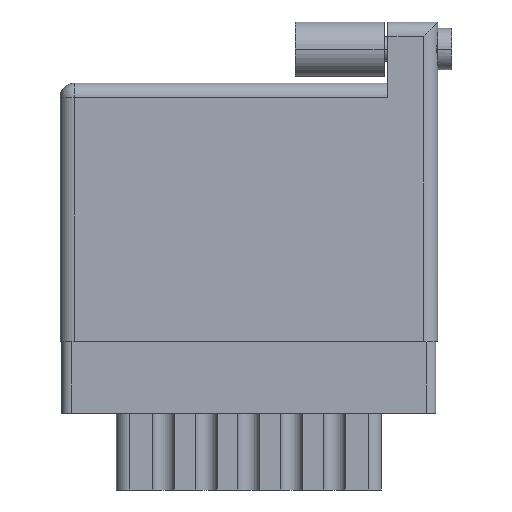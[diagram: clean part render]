
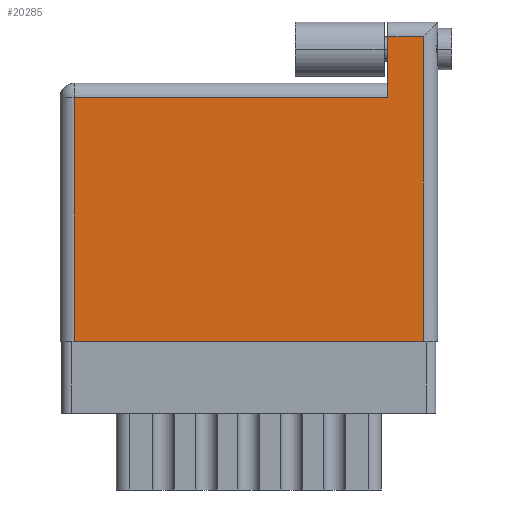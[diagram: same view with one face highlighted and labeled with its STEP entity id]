
A CAD part, front view. The second image highlights one B-rep face of the part: STEP entity #20285.
In plain terms, the highlighted face is planar.
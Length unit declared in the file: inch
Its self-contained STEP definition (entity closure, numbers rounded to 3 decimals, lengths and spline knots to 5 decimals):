
#192 = VERTEX_POINT ( 'NONE', #6201 ) ;
#504 = VERTEX_POINT ( 'NONE', #16174 ) ;
#517 = AXIS2_PLACEMENT_3D ( 'NONE', #16575, #1980, #16674 ) ;
#833 = ORIENTED_EDGE ( 'NONE', *, *, #11807, .T. ) ;
#940 = EDGE_CURVE ( 'NONE', #4618, #14093, #15978, .T. ) ;
#1278 = LINE ( 'NONE', #5941, #20551 ) ;
#1980 = DIRECTION ( 'NONE',  ( 0., 0., -1. ) ) ;
#3763 = EDGE_CURVE ( 'NONE', #14093, #3964, #1278, .T. ) ;
#3964 = VERTEX_POINT ( 'NONE', #16204 ) ;
#4180 = EDGE_CURVE ( 'NONE', #504, #19657, #12077, .T. ) ;
#4618 = VERTEX_POINT ( 'NONE', #20603 ) ;
#5941 = CARTESIAN_POINT ( 'NONE',  ( 0., 1.07, 0. ) ) ;
#6113 = CARTESIAN_POINT ( 'NONE',  ( 1.15, 1.12, 0. ) ) ;
#6201 = CARTESIAN_POINT ( 'NONE',  ( 0.05, 0., 0. ) ) ;
#6724 = PLANE ( 'NONE',  #517 ) ;
#7007 = VECTOR ( 'NONE', #9358, 39.37008 ) ;
#7150 = ORIENTED_EDGE ( 'NONE', *, *, #17280, .T. ) ;
#7666 = DIRECTION ( 'NONE',  ( 0., -1., 0. ) ) ;
#7712 = CARTESIAN_POINT ( 'NONE',  ( 0., 0., 0. ) ) ;
#7823 = LINE ( 'NONE', #7712, #17005 ) ;
#7852 = ORIENTED_EDGE ( 'NONE', *, *, #3763, .T. ) ;
#8582 = ORIENTED_EDGE ( 'NONE', *, *, #12625, .T. ) ;
#8967 = VECTOR ( 'NONE', #12678, 39.37008 ) ;
#9358 = DIRECTION ( 'NONE',  ( 0., 1., 0. ) ) ;
#9359 = DIRECTION ( 'NONE',  ( -1., 0., 0. ) ) ;
#10051 = FACE_OUTER_BOUND ( 'NONE', #14269, .T. ) ;
#10567 = CARTESIAN_POINT ( 'NONE',  ( 1.275, 1.07, 0. ) ) ;
#11807 = EDGE_CURVE ( 'NONE', #192, #4618, #7823, .T. ) ;
#12077 = LINE ( 'NONE', #18678, #16773 ) ;
#12625 = EDGE_CURVE ( 'NONE', #19657, #192, #20563, .T. ) ;
#12678 = DIRECTION ( 'NONE',  ( 0., -1., 0. ) ) ;
#14093 = VERTEX_POINT ( 'NONE', #10567 ) ;
#14269 = EDGE_LOOP ( 'NONE', ( #833, #21128, #7852, #7150, #14460, #8582 ) ) ;
#14301 = LINE ( 'NONE', #6113, #8967 ) ;
#14460 = ORIENTED_EDGE ( 'NONE', *, *, #4180, .T. ) ;
#15845 = DIRECTION ( 'NONE',  ( 1., 0., 0. ) ) ;
#15847 = CARTESIAN_POINT ( 'NONE',  ( 0.05, 0.856, 0. ) ) ;
#15978 = LINE ( 'NONE', #20860, #7007 ) ;
#16174 = CARTESIAN_POINT ( 'NONE',  ( 1.15, 0.856, 0. ) ) ;
#16204 = CARTESIAN_POINT ( 'NONE',  ( 1.15, 1.07, 0. ) ) ;
#16575 = CARTESIAN_POINT ( 'NONE',  ( 0., 0.906, 0. ) ) ;
#16674 = DIRECTION ( 'NONE',  ( -1., 0., 0. ) ) ;
#16773 = VECTOR ( 'NONE', #17052, 39.37008 ) ;
#17005 = VECTOR ( 'NONE', #15845, 39.37008 ) ;
#17052 = DIRECTION ( 'NONE',  ( -1., 0., 0. ) ) ;
#17280 = EDGE_CURVE ( 'NONE', #3964, #504, #14301, .T. ) ;
#17358 = VECTOR ( 'NONE', #7666, 39.37008 ) ;
#18678 = CARTESIAN_POINT ( 'NONE',  ( 0., 0.856, 0. ) ) ;
#19657 = VERTEX_POINT ( 'NONE', #15847 ) ;
#20285 = ADVANCED_FACE ( 'NONE', ( #10051 ), #6724, .F. ) ;
#20551 = VECTOR ( 'NONE', #9359, 39.37008 ) ;
#20563 = LINE ( 'NONE', #20676, #17358 ) ;
#20603 = CARTESIAN_POINT ( 'NONE',  ( 1.275, 0., 0. ) ) ;
#20676 = CARTESIAN_POINT ( 'NONE',  ( 0.05, 0., 0. ) ) ;
#20860 = CARTESIAN_POINT ( 'NONE',  ( 1.275, 1.12, 0. ) ) ;
#21128 = ORIENTED_EDGE ( 'NONE', *, *, #940, .T. ) ;
